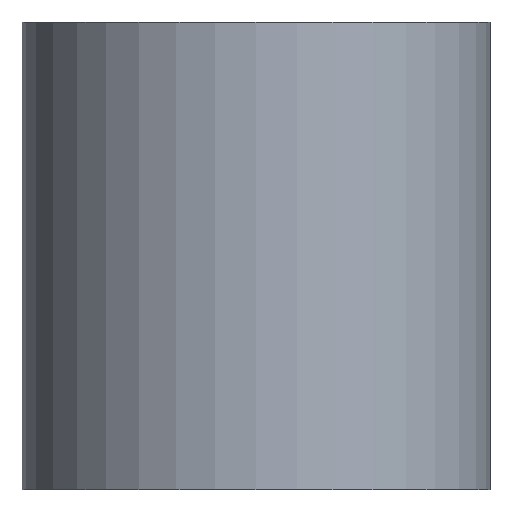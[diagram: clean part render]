
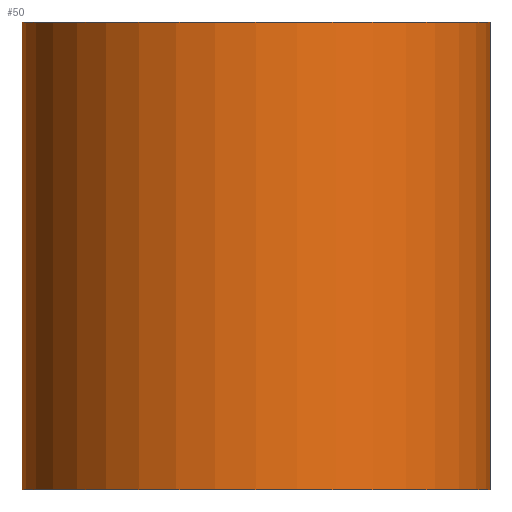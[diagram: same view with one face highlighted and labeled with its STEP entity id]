
A CAD part, front view. The second image highlights one B-rep face of the part: STEP entity #50.
In plain terms, the highlighted cylindrical face has radius 10 mm (diameter 20 mm), a partial arc.
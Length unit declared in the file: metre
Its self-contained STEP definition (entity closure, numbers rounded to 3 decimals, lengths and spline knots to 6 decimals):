
#50=ADVANCED_FACE('0:87',(#97),#98,.T.);
#97=FACE_OUTER_BOUND('',#135,.T.);
#98=CYLINDRICAL_SURFACE('',#136,0.01);
#135=EDGE_LOOP('',(#204,#205,#206,#207));
#136=AXIS2_PLACEMENT_3D('',#208,#209,#210);
#204=ORIENTED_EDGE('',*,*,#213,.T.);
#205=ORIENTED_EDGE('',*,*,#232,.T.);
#206=ORIENTED_EDGE('',*,*,#215,.T.);
#207=ORIENTED_EDGE('',*,*,#229,.T.);
#208=CARTESIAN_POINT('',(-0.000021,-0.000078,0.0));
#209=DIRECTION('',(0.0,0.0,1.0));
#210=DIRECTION('',(1.0,0.0,0.0));
#213=EDGE_CURVE('',#241,#242,#243,.T.);
#215=EDGE_CURVE('',#246,#244,#247,.T.);
#229=EDGE_CURVE('0:102',#244,#241,#269,.F.);
#232=EDGE_CURVE('0:99',#242,#246,#272,.T.);
#241=VERTEX_POINT('',#281);
#242=VERTEX_POINT('',#282);
#243=LINE('',#283,#284);
#244=VERTEX_POINT('',#285);
#246=VERTEX_POINT('',#287);
#247=LINE('',#288,#289);
#269=CIRCLE('',#315,0.01);
#272=CIRCLE('',#318,0.01);
#281=CARTESIAN_POINT('',(0.009979,-0.000078,0.0));
#282=CARTESIAN_POINT('',(0.009979,-0.000078,0.02));
#283=CARTESIAN_POINT('',(0.009979,-0.000078,0.0));
#284=VECTOR('',#326,1.0);
#285=CARTESIAN_POINT('',(-0.010021,-0.000078,0.0));
#287=CARTESIAN_POINT('',(-0.010021,-0.000078,0.02));
#288=CARTESIAN_POINT('',(-0.010021,-0.000078,0.0));
#289=VECTOR('',#330,1.0);
#315=AXIS2_PLACEMENT_3D('',#353,#354,#355);
#318=AXIS2_PLACEMENT_3D('',#359,#360,#361);
#326=DIRECTION('',(0.0,0.0,1.0));
#330=DIRECTION('',(-0.0,-0.0,-1.0));
#353=CARTESIAN_POINT('',(-0.000021,-0.000078,0.0));
#354=DIRECTION('',(0.0,0.0,-1.0));
#355=DIRECTION('',(1.0,0.0,0.0));
#359=CARTESIAN_POINT('',(-0.000021,-0.000078,0.02));
#360=DIRECTION('',(0.0,0.0,-1.0));
#361=DIRECTION('',(1.0,0.0,0.0));
